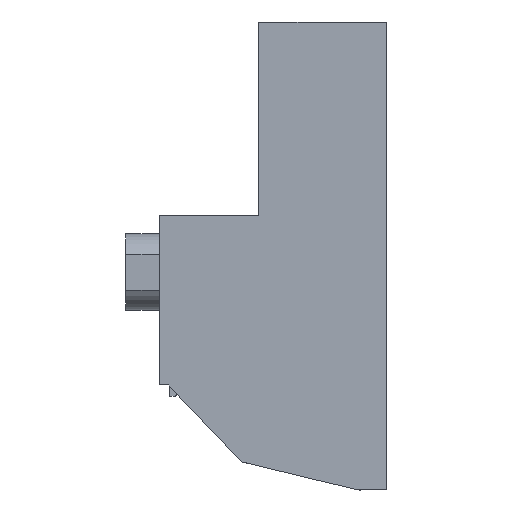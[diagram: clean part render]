
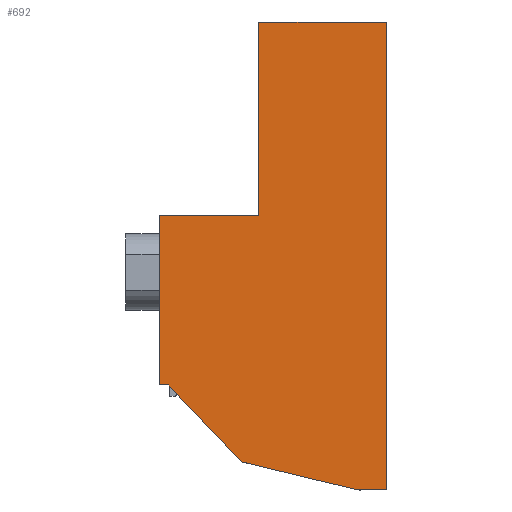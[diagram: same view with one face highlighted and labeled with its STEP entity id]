
A CAD part, left-side view. The second image highlights one B-rep face of the part: STEP entity #692.
In plain terms, the highlighted planar face has unit normal (-1, 0, 0).
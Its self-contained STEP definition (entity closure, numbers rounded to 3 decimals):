
#639=AXIS2_PLACEMENT_3D('Plane Axis2P3D',#636,#637,#638) ;
#180=CARTESIAN_POINT('Vertex',(0.,0.,0.)) ;
#183=CARTESIAN_POINT('Line Origine',(0.,1.25,0.)) ;
#187=CARTESIAN_POINT('Vertex',(0.,2.5,0.)) ;
#316=CARTESIAN_POINT('Line Origine',(0.,7.675,1.25)) ;
#320=CARTESIAN_POINT('Vertex',(0.,12.85,2.5)) ;
#458=CARTESIAN_POINT('Vertex',(0.,0.,41.45)) ;
#461=CARTESIAN_POINT('Line Origine',(0.,0.,20.725)) ;
#636=CARTESIAN_POINT('Axis2P3D Location',(0.,0.,41.45)) ;
#641=CARTESIAN_POINT('Line Origine',(0.,15.7,24.3)) ;
#645=CARTESIAN_POINT('Vertex',(0.,20.1,24.3)) ;
#647=CARTESIAN_POINT('Vertex',(0.,11.3,24.3)) ;
#650=CARTESIAN_POINT('Line Origine',(0.,20.1,16.8)) ;
#654=CARTESIAN_POINT('Vertex',(0.,20.1,9.3)) ;
#657=CARTESIAN_POINT('Line Origine',(0.,19.7,9.3)) ;
#661=CARTESIAN_POINT('Vertex',(0.,19.3,9.3)) ;
#664=CARTESIAN_POINT('Line Origine',(0.,16.075,5.9)) ;
#669=CARTESIAN_POINT('Line Origine',(0.,5.65,41.45)) ;
#673=CARTESIAN_POINT('Vertex',(0.,11.3,41.45)) ;
#676=CARTESIAN_POINT('Line Origine',(0.,11.3,32.875)) ;
#184=DIRECTION('Vector Direction',(0.,-1.,0.)) ;
#317=DIRECTION('Vector Direction',(0.,-0.972,-0.235)) ;
#462=DIRECTION('Vector Direction',(0.,0.,-1.)) ;
#637=DIRECTION('Axis2P3D Direction',(1.,0.,0.)) ;
#638=DIRECTION('Axis2P3D XDirection',(0.,0.,-1.)) ;
#642=DIRECTION('Vector Direction',(0.,-1.,0.)) ;
#651=DIRECTION('Vector Direction',(0.,0.,-1.)) ;
#658=DIRECTION('Vector Direction',(0.,-1.,0.)) ;
#665=DIRECTION('Vector Direction',(0.,-0.688,-0.726)) ;
#670=DIRECTION('Vector Direction',(0.,-1.,0.)) ;
#677=DIRECTION('Vector Direction',(0.,0.,-1.)) ;
#185=VECTOR('Line Direction',#184,1.) ;
#318=VECTOR('Line Direction',#317,1.) ;
#463=VECTOR('Line Direction',#462,1.) ;
#643=VECTOR('Line Direction',#642,1.) ;
#652=VECTOR('Line Direction',#651,1.) ;
#659=VECTOR('Line Direction',#658,1.) ;
#666=VECTOR('Line Direction',#665,1.) ;
#671=VECTOR('Line Direction',#670,1.) ;
#678=VECTOR('Line Direction',#677,1.) ;
#682=ORIENTED_EDGE('',*,*,#649,.F.) ;
#683=ORIENTED_EDGE('',*,*,#656,.F.) ;
#684=ORIENTED_EDGE('',*,*,#663,.F.) ;
#685=ORIENTED_EDGE('',*,*,#668,.F.) ;
#686=ORIENTED_EDGE('',*,*,#322,.F.) ;
#687=ORIENTED_EDGE('',*,*,#189,.F.) ;
#688=ORIENTED_EDGE('',*,*,#465,.F.) ;
#689=ORIENTED_EDGE('',*,*,#675,.F.) ;
#690=ORIENTED_EDGE('',*,*,#680,.T.) ;
#692=ADVANCED_FACE('HOUSING',(#691),#640,.F.) ;
#189=EDGE_CURVE('',#181,#188,#186,.F.) ;
#322=EDGE_CURVE('',#188,#321,#319,.F.) ;
#465=EDGE_CURVE('',#459,#181,#464,.T.) ;
#649=EDGE_CURVE('',#646,#648,#644,.T.) ;
#656=EDGE_CURVE('',#655,#646,#653,.F.) ;
#663=EDGE_CURVE('',#662,#655,#660,.F.) ;
#668=EDGE_CURVE('',#321,#662,#667,.F.) ;
#675=EDGE_CURVE('',#674,#459,#672,.T.) ;
#680=EDGE_CURVE('',#674,#648,#679,.T.) ;
#681=EDGE_LOOP('',(#682,#683,#684,#685,#686,#687,#688,#689,#690)) ;
#691=FACE_OUTER_BOUND('',#681,.T.) ;
#186=LINE('Line',#183,#185) ;
#319=LINE('Line',#316,#318) ;
#464=LINE('Line',#461,#463) ;
#644=LINE('Line',#641,#643) ;
#653=LINE('Line',#650,#652) ;
#660=LINE('Line',#657,#659) ;
#667=LINE('Line',#664,#666) ;
#672=LINE('Line',#669,#671) ;
#679=LINE('Line',#676,#678) ;
#640=PLANE('',#639) ;
#181=VERTEX_POINT('',#180) ;
#188=VERTEX_POINT('',#187) ;
#321=VERTEX_POINT('',#320) ;
#459=VERTEX_POINT('',#458) ;
#646=VERTEX_POINT('',#645) ;
#648=VERTEX_POINT('',#647) ;
#655=VERTEX_POINT('',#654) ;
#662=VERTEX_POINT('',#661) ;
#674=VERTEX_POINT('',#673) ;
